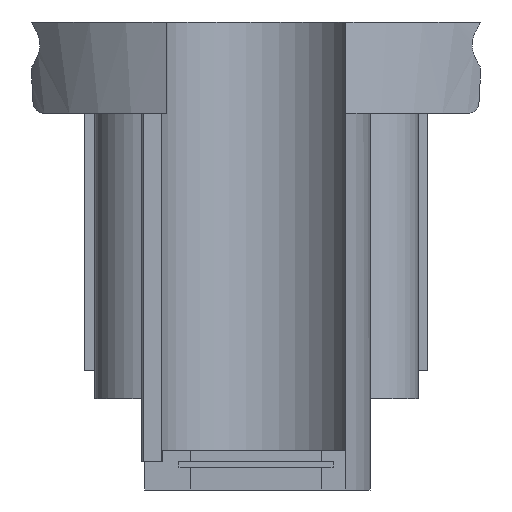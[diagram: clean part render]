
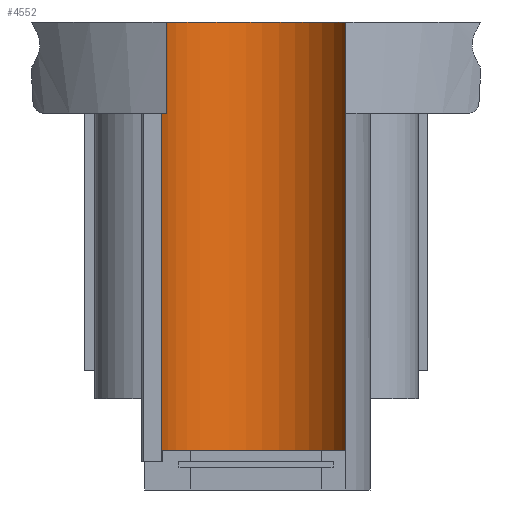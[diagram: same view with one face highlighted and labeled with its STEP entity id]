
A CAD part, left-side view. The second image highlights one B-rep face of the part: STEP entity #4552.
In plain terms, the highlighted cylindrical face has radius 8.5 mm (diameter 17 mm), a partial arc.
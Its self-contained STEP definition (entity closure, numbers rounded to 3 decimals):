
#371=FACE_OUTER_BOUND('',#620,.T.);
#620=EDGE_LOOP('',(#4128,#4129,#4130,#4131,#4132,#4133,#4134,#4135,#4136,
#4137,#4138,#4139));
#658=CIRCLE('',#4743,8.5);
#661=CIRCLE('',#4746,8.5);
#675=CIRCLE('',#4808,8.5);
#676=CIRCLE('',#4811,8.5);
#680=CIRCLE('',#4816,8.5);
#687=CIRCLE('',#4865,8.5);
#1187=LINE('',#13626,#1570);
#1197=LINE('',#13646,#1580);
#1297=LINE('',#13889,#1680);
#1298=LINE('',#13890,#1681);
#1299=LINE('',#13891,#1682);
#1300=LINE('',#13892,#1683);
#1570=VECTOR('',#5588,10.);
#1580=VECTOR('',#5610,10.);
#1680=VECTOR('',#5824,10.);
#1681=VECTOR('',#5825,10.);
#1682=VECTOR('',#5826,10.);
#1683=VECTOR('',#5827,10.);
#1955=VERTEX_POINT('',#9839);
#1956=VERTEX_POINT('',#9841);
#1961=VERTEX_POINT('',#9851);
#1962=VERTEX_POINT('',#9853);
#2065=VERTEX_POINT('',#13603);
#2071=VERTEX_POINT('',#13623);
#2072=VERTEX_POINT('',#13625);
#2075=VERTEX_POINT('',#13642);
#2076=VERTEX_POINT('',#13644);
#2089=VERTEX_POINT('',#13677);
#2141=VERTEX_POINT('',#13883);
#2142=VERTEX_POINT('',#13885);
#2522=EDGE_CURVE('',#1956,#1955,#658,.T.);
#2528=EDGE_CURVE('',#1962,#1961,#661,.T.);
#2690=EDGE_CURVE('',#2072,#2071,#1187,.T.);
#2698=EDGE_CURVE('',#2071,#2065,#675,.T.);
#2701=EDGE_CURVE('',#2075,#2076,#1197,.T.);
#2702=EDGE_CURVE('',#2072,#2076,#676,.T.);
#2718=EDGE_CURVE('',#2075,#2089,#680,.T.);
#2814=EDGE_CURVE('',#2141,#2142,#687,.T.);
#2815=EDGE_CURVE('',#1962,#2065,#1297,.T.);
#2816=EDGE_CURVE('',#1961,#2141,#1298,.T.);
#2817=EDGE_CURVE('',#2142,#1956,#1299,.T.);
#2818=EDGE_CURVE('',#1955,#2089,#1300,.T.);
#4128=ORIENTED_EDGE('',*,*,#2698,.T.);
#4129=ORIENTED_EDGE('',*,*,#2815,.F.);
#4130=ORIENTED_EDGE('',*,*,#2528,.T.);
#4131=ORIENTED_EDGE('',*,*,#2816,.T.);
#4132=ORIENTED_EDGE('',*,*,#2814,.T.);
#4133=ORIENTED_EDGE('',*,*,#2817,.T.);
#4134=ORIENTED_EDGE('',*,*,#2522,.T.);
#4135=ORIENTED_EDGE('',*,*,#2818,.T.);
#4136=ORIENTED_EDGE('',*,*,#2718,.F.);
#4137=ORIENTED_EDGE('',*,*,#2701,.T.);
#4138=ORIENTED_EDGE('',*,*,#2702,.F.);
#4139=ORIENTED_EDGE('',*,*,#2690,.T.);
#4325=CYLINDRICAL_SURFACE('',#4866,8.5);
#4552=ADVANCED_FACE('',(#371),#4325,.F.);
#4743=AXIS2_PLACEMENT_3D('',#9842,#5331,#5332);
#4746=AXIS2_PLACEMENT_3D('',#9854,#5340,#5341);
#4808=AXIS2_PLACEMENT_3D('',#13640,#5604,#5605);
#4811=AXIS2_PLACEMENT_3D('',#13648,#5613,#5614);
#4816=AXIS2_PLACEMENT_3D('',#13678,#5635,#5636);
#4865=AXIS2_PLACEMENT_3D('',#13887,#5820,#5821);
#4866=AXIS2_PLACEMENT_3D('',#13888,#5822,#5823);
#5331=DIRECTION('center_axis',(0.,0.,
1.));
#5332=DIRECTION('ref_axis',(1.,0.,0.));
#5340=DIRECTION('center_axis',(0.,0.,
1.));
#5341=DIRECTION('ref_axis',(1.,0.,0.));
#5588=DIRECTION('',(0.,0.,1.));
#5604=DIRECTION('center_axis',(0.,0.,-1.));
#5605=DIRECTION('ref_axis',(1.,0.,0.));
#5610=DIRECTION('',(0.,0.,-1.));
#5613=DIRECTION('center_axis',(0.,0.,1.));
#5614=DIRECTION('ref_axis',(-0.375,-0.927,0.));
#5635=DIRECTION('center_axis',(0.,0.,
1.));
#5636=DIRECTION('ref_axis',(1.,0.,0.));
#5820=DIRECTION('center_axis',(0.,0.,
1.));
#5821=DIRECTION('ref_axis',(1.,0.,0.));
#5822=DIRECTION('center_axis',(0.,0.,-1.));
#5823=DIRECTION('ref_axis',(1.,0.,0.));
#5824=DIRECTION('',(0.,0.,-1.));
#5825=DIRECTION('',(0.,0.,-1.));
#5826=DIRECTION('',(0.,0.,1.));
#5827=DIRECTION('',(0.,0.,-1.));
#9839=CARTESIAN_POINT('',(-17.499,7.878,0.));
#9841=CARTESIAN_POINT('',(-16.101,8.308,0.));
#9842=CARTESIAN_POINT('Origin',(-14.314,-0.002,
0.));
#9851=CARTESIAN_POINT('',(-12.101,8.205,0.));
#9853=CARTESIAN_POINT('',(-17.501,-7.882,0.));
#9854=CARTESIAN_POINT('Origin',(-14.314,-0.002,
0.));
#13603=CARTESIAN_POINT('',(-17.501,-7.882,-37.5));
#13623=CARTESIAN_POINT('',(-12.101,8.205,-37.5));
#13625=CARTESIAN_POINT('',(-12.101,8.205,-38.5));
#13626=CARTESIAN_POINT('',(-12.101,8.205,0.));
#13640=CARTESIAN_POINT('Origin',(-14.314,-0.002,
-37.5));
#13642=CARTESIAN_POINT('',(-16.101,8.308,-8.));
#13644=CARTESIAN_POINT('',(-16.101,8.308,-38.5));
#13646=CARTESIAN_POINT('',(-16.101,8.308,-8.));
#13648=CARTESIAN_POINT('Origin',(-14.314,-0.002,
-38.5));
#13677=CARTESIAN_POINT('',(-17.499,7.878,-8.));
#13678=CARTESIAN_POINT('Origin',(-14.314,-0.002,
-8.));
#13883=CARTESIAN_POINT('',(-12.101,8.205,-1.5));
#13885=CARTESIAN_POINT('',(-16.101,8.308,-1.5));
#13887=CARTESIAN_POINT('Origin',(-14.314,-0.002,
-1.5));
#13888=CARTESIAN_POINT('Origin',(-14.314,-0.002,
0.));
#13889=CARTESIAN_POINT('',(-17.501,-7.882,0.));
#13890=CARTESIAN_POINT('',(-12.101,8.205,0.));
#13891=CARTESIAN_POINT('',(-16.101,8.308,0.));
#13892=CARTESIAN_POINT('',(-17.499,7.878,0.));
